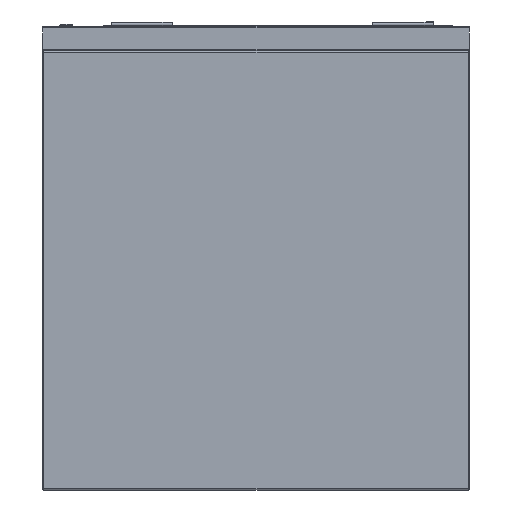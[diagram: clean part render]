
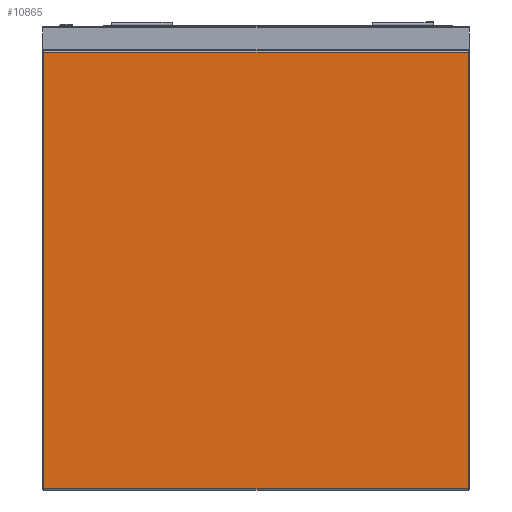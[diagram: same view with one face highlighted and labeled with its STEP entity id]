
A CAD part, left-side view. The second image highlights one B-rep face of the part: STEP entity #10865.
In plain terms, the highlighted planar face has unit normal (-1, 0, 0).
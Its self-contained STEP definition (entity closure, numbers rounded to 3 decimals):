
#6 = ORIENTED_EDGE ( 'NONE', *, *, #8299, .T. ) ;
#38 = CARTESIAN_POINT ( 'NONE',  ( -772.5, 348., -42. ) ) ;
#1302 = PLANE ( 'NONE',  #11172 ) ;
#3349 = CARTESIAN_POINT ( 'NONE',  ( -772.5, -348., -758. ) ) ;
#3690 = ORIENTED_EDGE ( 'NONE', *, *, #17029, .T. ) ;
#4288 = FACE_OUTER_BOUND ( 'NONE', #7218, .T. ) ;
#5338 = VERTEX_POINT ( 'NONE', #14884 ) ;
#5433 = DIRECTION ( 'NONE',  ( 0., 1., 0. ) ) ;
#6444 = CARTESIAN_POINT ( 'NONE',  ( -772.5, -348., -42. ) ) ;
#6533 = CARTESIAN_POINT ( 'NONE',  ( -772.5, -348., -760. ) ) ;
#7218 = EDGE_LOOP ( 'NONE', ( #3690, #12159, #12524, #6 ) ) ;
#8299 = EDGE_CURVE ( 'NONE', #5338, #17359, #10706, .T. ) ;
#9016 = CARTESIAN_POINT ( 'NONE',  ( -772.5, -350., -758. ) ) ;
#9902 = CARTESIAN_POINT ( 'NONE',  ( -772.5, 350., -42. ) ) ;
#10005 = VECTOR ( 'NONE', #5433, 1000. ) ;
#10290 = DIRECTION ( 'NONE',  ( 0., 0., -1. ) ) ;
#10586 = VECTOR ( 'NONE', #10290, 1000. ) ;
#10706 = LINE ( 'NONE', #9016, #11775 ) ;
#10865 = ADVANCED_FACE ( 'Fl�che7', ( #4288 ), #1302, .T. ) ;
#10960 = VECTOR ( 'NONE', #11208, 1000. ) ;
#11172 = AXIS2_PLACEMENT_3D ( 'NONE', #19500, #11918, #18017 ) ;
#11208 = DIRECTION ( 'NONE',  ( 0., 0., 1. ) ) ;
#11406 = LINE ( 'NONE', #9902, #10005 ) ;
#11478 = LINE ( 'NONE', #13285, #10586 ) ;
#11775 = VECTOR ( 'NONE', #13895, 1000. ) ;
#11915 = VERTEX_POINT ( 'NONE', #38 ) ;
#11918 = DIRECTION ( 'NONE',  ( -1., 0., 0. ) ) ;
#12159 = ORIENTED_EDGE ( 'NONE', *, *, #17099, .T. ) ;
#12524 = ORIENTED_EDGE ( 'NONE', *, *, #15151, .T. ) ;
#13285 = CARTESIAN_POINT ( 'NONE',  ( -772.5, 348., -760. ) ) ;
#13895 = DIRECTION ( 'NONE',  ( 0., -1., 0. ) ) ;
#14884 = CARTESIAN_POINT ( 'NONE',  ( -772.5, 348., -758. ) ) ;
#15151 = EDGE_CURVE ( 'NONE', #11915, #5338, #11478, .T. ) ;
#16238 = VERTEX_POINT ( 'NONE', #6444 ) ;
#17029 = EDGE_CURVE ( 'NONE', #17359, #16238, #17410, .T. ) ;
#17099 = EDGE_CURVE ( 'NONE', #16238, #11915, #11406, .T. ) ;
#17359 = VERTEX_POINT ( 'NONE', #3349 ) ;
#17410 = LINE ( 'NONE', #6533, #10960 ) ;
#18017 = DIRECTION ( 'NONE',  ( 0., -1., 0. ) ) ;
#19500 = CARTESIAN_POINT ( 'NONE',  ( -772.5, -350., -760. ) ) ;
